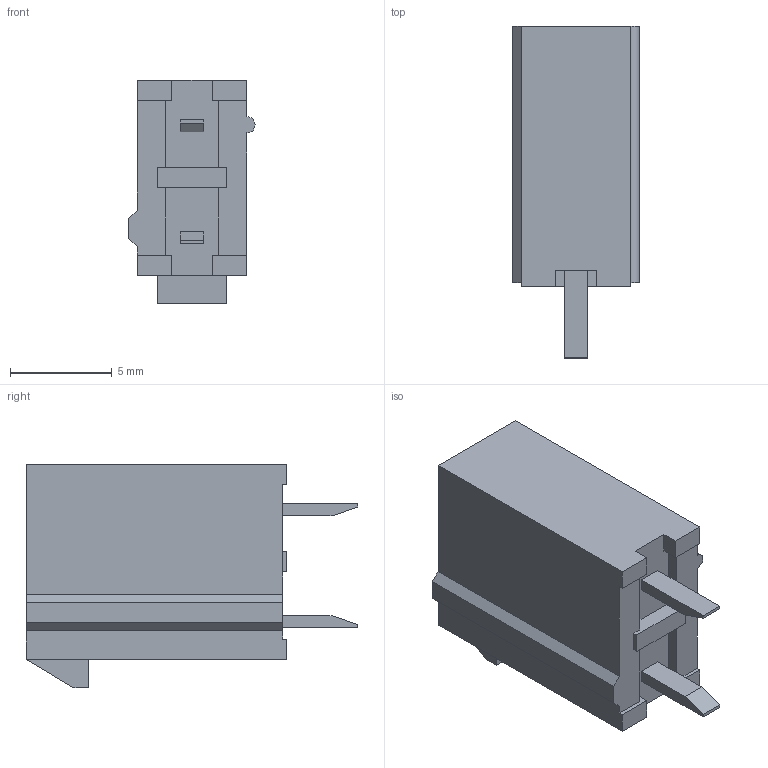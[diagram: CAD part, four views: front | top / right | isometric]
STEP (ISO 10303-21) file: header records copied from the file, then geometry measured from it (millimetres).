
FILE_DESCRIPTION((''),'2;1');
FILE_NAME('039281023','2014-08-13T',('me'),(''),'PRO/ENGINEER BY PARAMETRIC TECHNOLOGY CORPORATION, 2011490','PRO/ENGINEER BY PARAMETRIC TECHNOLOGY CORPORATION, 2011490','');
FILE_SCHEMA(('CONFIG_CONTROL_DESIGN'));
Length unit declared in the file: millimetre
Products named in the file (1): 039281023
Bounding box: 6.2 x 16.3 x 11 mm (x, y, z)
Volume: 451.6 mm3; surface area: 849.7 mm2
Topology: 1 solids, 1 shells, 83 faces, 227 edges, 152 vertices
Faces by surface type: plane 80, cylinder 3
Entity records: 2624 total; most frequent: CARTESIAN_POINT 459, ORIENTED_EDGE 446, DIRECTION 405, EDGE_CURVE 223, VECTOR 217, LINE 217, VERTEX_POINT 148, AXIS2_PLACEMENT_3D 94
